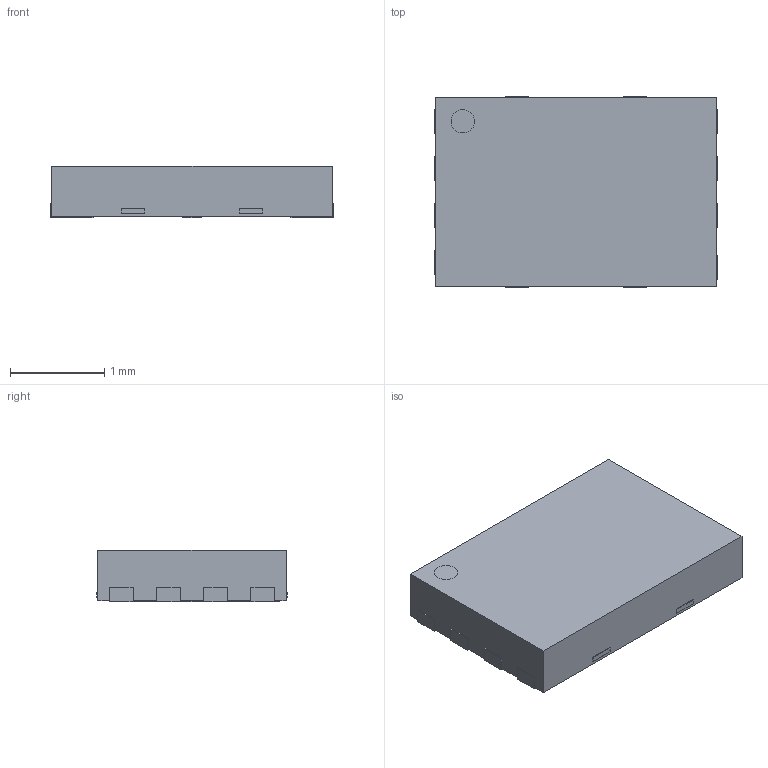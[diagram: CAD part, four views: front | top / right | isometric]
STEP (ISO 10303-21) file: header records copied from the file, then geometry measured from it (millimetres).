
FILE_DESCRIPTION(('FreeCAD Model'),'2;1');
FILE_NAME('Open CASCADE Shape Model','2024-09-02T22:07:29',( 'kicad StepUp'),('ksu MCAD'),'Open CASCADE STEP processor 7.7', 'FreeCAD','Unknown');
FILE_SCHEMA(('AUTOMOTIVE_DESIGN { 1 0 10303 214 1 1 1 1 }'));
Length unit declared in the file: millimetre
Products named in the file (1): Fusion
Bounding box: 3 x 2.02 x 0.55 mm (x, y, z)
Volume: 3.2 mm3; surface area: 17.5 mm2
Topology: 1 solids, 1 shells, 80 faces, 217 edges, 145 vertices
Faces by surface type: plane 80
Entity records: 2676 total; most frequent: CARTESIAN_POINT 443, ORIENTED_EDGE 434, DIRECTION 380, EDGE_CURVE 217, LINE 216, VECTOR 216, VERTEX_POINT 145, FACE_BOUND 86
